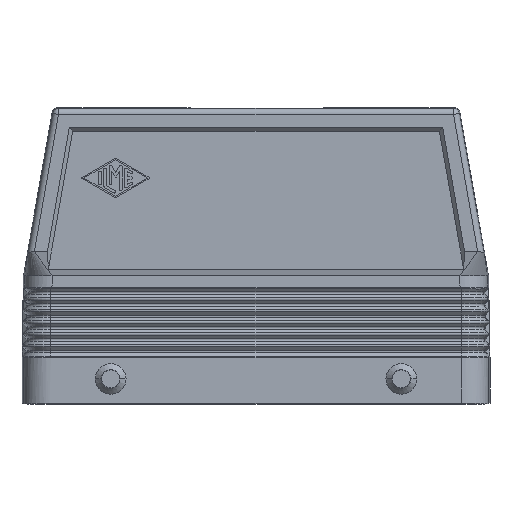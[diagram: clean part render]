
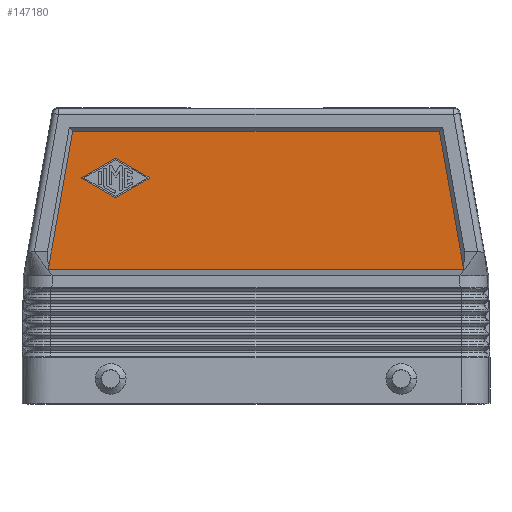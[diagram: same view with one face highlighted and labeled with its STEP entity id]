
A CAD part, left-side view. The second image highlights one B-rep face of the part: STEP entity #147180.
In plain terms, the highlighted planar face has unit normal (-1, 0, 0).
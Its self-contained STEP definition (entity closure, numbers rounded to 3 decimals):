
#145820=CARTESIAN_POINT('',(374.083,-22.843,
34.87));
#145830=VERTEX_POINT('',#145820);
#145860=CARTESIAN_POINT('',(374.083,-26.831,
12.233));
#145870=DIRECTION('',(0.,0.174,0.985));
#145880=VECTOR('',#145870,1.);
#145890=LINE('',#145860,#145880);
#145900=CARTESIAN_POINT('',(374.083,-16.613,
70.233));
#145910=VERTEX_POINT('',#145900);
#145920=EDGE_CURVE('',#145830,#145910,#145890,.T.);
#146180=CARTESIAN_POINT('',(374.083,-12.317,
48.893));
#146190=DIRECTION('',(1.,0.,0.));
#146200=DIRECTION('',(0.,1.,0.));
#146210=AXIS2_PLACEMENT_3D('',#146180,#146190,#146200);
#146220=PLANE('',#146210);
#146230=CARTESIAN_POINT('',(374.083,57.907,
58.233));
#146240=DIRECTION('',(-1.,0.,0.));
#146250=DIRECTION('',(0.,-1.,0.));
#146260=AXIS2_PLACEMENT_3D('',#146230,#146240,#146250);
#146270=CIRCLE('',#146260,0.167);
#146280=CARTESIAN_POINT('',(374.083,57.824,
58.088));
#146290=VERTEX_POINT('',#146280);
#146300=CARTESIAN_POINT('',(374.083,57.824,
58.377));
#146310=VERTEX_POINT('',#146300);
#146320=EDGE_CURVE('',#146290,#146310,#146270,.T.);
#146330=ORIENTED_EDGE('',*,*,#146320,.F.);
#146340=CARTESIAN_POINT('',(374.083,70.873,
65.836));
#146350=DIRECTION('',(0.,-0.868,-0.496));
#146360=VECTOR('',#146350,1.);
#146370=LINE('',#146340,#146360);
#146380=CARTESIAN_POINT('',(374.083,66.241,
63.188));
#146390=VERTEX_POINT('',#146380);
#146400=EDGE_CURVE('',#146390,#146310,#146370,.T.);
#146410=ORIENTED_EDGE('',*,*,#146400,.T.);
#146420=CARTESIAN_POINT('',(374.083,66.406,
62.899));
#146430=DIRECTION('',(-1.,0.,0.));
#146440=DIRECTION('',(0.,-1.,0.));
#146450=AXIS2_PLACEMENT_3D('',#146420,#146430,#146440);
#146460=CIRCLE('',#146450,0.333);
#146470=CARTESIAN_POINT('',(374.083,66.572,
63.188));
#146480=VERTEX_POINT('',#146470);
#146490=EDGE_CURVE('',#146390,#146480,#146460,.T.);
#146500=ORIENTED_EDGE('',*,*,#146490,.F.);
#146510=CARTESIAN_POINT('',(374.083,70.873,
60.73));
#146520=DIRECTION('',(0.,-0.868,0.496));
#146530=VECTOR('',#146520,1.);
#146540=LINE('',#146510,#146530);
#146550=CARTESIAN_POINT('',(374.083,74.988,
58.377));
#146560=VERTEX_POINT('',#146550);
#146570=EDGE_CURVE('',#146560,#146480,#146540,.T.);
#146580=ORIENTED_EDGE('',*,*,#146570,.T.);
#146590=CARTESIAN_POINT('',(374.083,74.905,
58.233));
#146600=DIRECTION('',(-1.,0.,0.));
#146610=DIRECTION('',(0.,-1.,0.));
#146620=AXIS2_PLACEMENT_3D('',#146590,#146600,#146610);
#146630=CIRCLE('',#146620,0.167);
#146640=CARTESIAN_POINT('',(374.083,74.988,
58.088));
#146650=VERTEX_POINT('',#146640);
#146660=EDGE_CURVE('',#146560,#146650,#146630,.T.);
#146670=ORIENTED_EDGE('',*,*,#146660,.F.);
#146680=CARTESIAN_POINT('',(374.083,70.873,
55.735));
#146690=DIRECTION('',(0.,0.868,0.496));
#146700=VECTOR('',#146690,1.);
#146710=LINE('',#146680,#146700);
#146720=CARTESIAN_POINT('',(374.083,66.572,
53.277));
#146730=VERTEX_POINT('',#146720);
#146740=EDGE_CURVE('',#146730,#146650,#146710,.T.);
#146750=ORIENTED_EDGE('',*,*,#146740,.T.);
#146760=CARTESIAN_POINT('',(374.083,66.406,
53.566));
#146770=DIRECTION('',(-1.,0.,0.));
#146780=DIRECTION('',(0.,-1.,0.));
#146790=AXIS2_PLACEMENT_3D('',#146760,#146770,#146780);
#146800=CIRCLE('',#146790,0.333);
#146810=CARTESIAN_POINT('',(374.083,66.241,
53.277));
#146820=VERTEX_POINT('',#146810);
#146830=EDGE_CURVE('',#146730,#146820,#146800,.T.);
#146840=ORIENTED_EDGE('',*,*,#146830,.F.);
#146850=CARTESIAN_POINT('',(374.083,70.873,
50.63));
#146860=DIRECTION('',(0.,0.868,-0.496));
#146870=VECTOR('',#146860,1.);
#146880=LINE('',#146850,#146870);
#146890=EDGE_CURVE('',#146290,#146820,#146880,.T.);
#146900=ORIENTED_EDGE('',*,*,#146890,.T.);
#146910=EDGE_LOOP('',(#146900,#146840,#146750,#146670,#146580,#146500,
#146410,#146330));
#146920=FACE_BOUND('',#146910,.T.);
#146930=CARTESIAN_POINT('',(374.083,44.373,
34.87));
#146940=DIRECTION('',(0.,1.,0.));
#146950=VECTOR('',#146940,1.);
#146960=LINE('',#146930,#146950);
#146970=CARTESIAN_POINT('',(374.083,83.656,
34.87));
#146980=VERTEX_POINT('',#146970);
#146990=EDGE_CURVE('',#145830,#146980,#146960,.T.);
#147000=ORIENTED_EDGE('',*,*,#146990,.F.);
#147010=CARTESIAN_POINT('',(374.083,87.644,
12.233));
#147020=DIRECTION('',(0.,-0.174,0.985));
#147030=VECTOR('',#147020,1.);
#147040=LINE('',#147010,#147030);
#147050=CARTESIAN_POINT('',(374.083,77.426,
70.233));
#147060=VERTEX_POINT('',#147050);
#147070=EDGE_CURVE('',#146980,#147060,#147040,.T.);
#147080=ORIENTED_EDGE('',*,*,#147070,.F.);
#147090=CARTESIAN_POINT('',(374.083,44.373,
70.233));
#147100=DIRECTION('',(0.,1.,0.));
#147110=VECTOR('',#147100,1.);
#147120=LINE('',#147090,#147110);
#147130=EDGE_CURVE('',#145910,#147060,#147120,.T.);
#147140=ORIENTED_EDGE('',*,*,#147130,.T.);
#147150=ORIENTED_EDGE('',*,*,#145920,.T.);
#147160=EDGE_LOOP('',(#147150,#147140,#147080,#147000));
#147170=FACE_OUTER_BOUND('',#147160,.T.);
#147180=ADVANCED_FACE('',(#146920,#147170),#146220,.F.);
